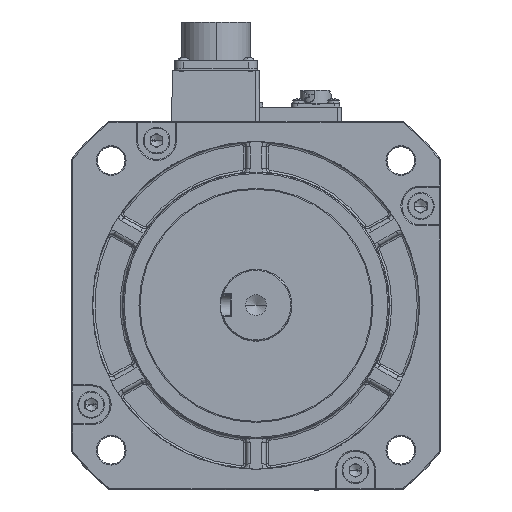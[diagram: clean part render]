
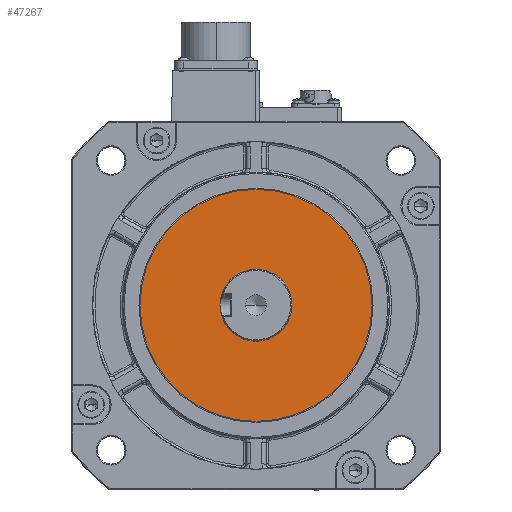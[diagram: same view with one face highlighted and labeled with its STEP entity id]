
A CAD part, top view. The second image highlights one B-rep face of the part: STEP entity #47267.
In plain terms, the highlighted planar face has unit normal (0, 0, 1).
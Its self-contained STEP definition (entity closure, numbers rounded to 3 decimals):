
#190 = DIRECTION ( 'NONE',  ( -1., 0., 0. ) ) ;
#2083 = DIRECTION ( 'NONE',  ( 1., 0., 0. ) ) ;
#2805 = AXIS2_PLACEMENT_3D ( 'NONE', #71494, #59655, #43389 ) ;
#5308 = EDGE_CURVE ( 'NONE', #26725, #7903, #51363, .T. ) ;
#5988 = VERTEX_POINT ( 'NONE', #46267 ) ;
#6008 = AXIS2_PLACEMENT_3D ( 'NONE', #55621, #27190, #190 ) ;
#7233 = DIRECTION ( 'NONE',  ( 0., 0., 1. ) ) ;
#7903 = VERTEX_POINT ( 'NONE', #52146 ) ;
#8171 = AXIS2_PLACEMENT_3D ( 'NONE', #52988, #25750, #64617 ) ;
#11255 = EDGE_CURVE ( 'NONE', #22814, #5988, #69660, .T. ) ;
#11261 = CARTESIAN_POINT ( 'NONE',  ( 56.65, 0., 55.7 ) ) ;
#12411 = CIRCLE ( 'NONE', #2805, 56.65 ) ;
#13089 = PLANE ( 'NONE',  #24925 ) ;
#17719 = ORIENTED_EDGE ( 'NONE', *, *, #5308, .T. ) ;
#19538 = ORIENTED_EDGE ( 'NONE', *, *, #22644, .F. ) ;
#22644 = EDGE_CURVE ( 'NONE', #5988, #22814, #26946, .T. ) ;
#22814 = VERTEX_POINT ( 'NONE', #51017 ) ;
#24925 = AXIS2_PLACEMENT_3D ( 'NONE', #68627, #7233, #2083 ) ;
#25750 = DIRECTION ( 'NONE',  ( 0., 0., 1. ) ) ;
#26725 = VERTEX_POINT ( 'NONE', #11261 ) ;
#26946 = CIRCLE ( 'NONE', #6008, 17.471 ) ;
#27190 = DIRECTION ( 'NONE',  ( 0., 0., 1. ) ) ;
#35316 = EDGE_LOOP ( 'NONE', ( #44716, #17719 ) ) ;
#36912 = AXIS2_PLACEMENT_3D ( 'NONE', #51426, #56745, #68840 ) ;
#41090 = EDGE_CURVE ( 'NONE', #7903, #26725, #12411, .T. ) ;
#43389 = DIRECTION ( 'NONE',  ( 1., 0., 0. ) ) ;
#44716 = ORIENTED_EDGE ( 'NONE', *, *, #41090, .T. ) ;
#45079 = ORIENTED_EDGE ( 'NONE', *, *, #11255, .F. ) ;
#46267 = CARTESIAN_POINT ( 'NONE',  ( -17.471, 0., 55.7 ) ) ;
#47267 = ADVANCED_FACE ( 'NONE', ( #68114, #53379 ), #13089, .T. ) ;
#51017 = CARTESIAN_POINT ( 'NONE',  ( 17.471, 0., 55.7 ) ) ;
#51363 = CIRCLE ( 'NONE', #8171, 56.65 ) ;
#51426 = CARTESIAN_POINT ( 'NONE',  ( 0., 0., 55.7 ) ) ;
#52146 = CARTESIAN_POINT ( 'NONE',  ( -56.65, 0., 55.7 ) ) ;
#52988 = CARTESIAN_POINT ( 'NONE',  ( 0., 0., 55.7 ) ) ;
#53379 = FACE_OUTER_BOUND ( 'NONE', #35316, .T. ) ;
#55621 = CARTESIAN_POINT ( 'NONE',  ( 0., 0., 55.7 ) ) ;
#56745 = DIRECTION ( 'NONE',  ( 0., 0., 1. ) ) ;
#57502 = EDGE_LOOP ( 'NONE', ( #45079, #19538 ) ) ;
#59655 = DIRECTION ( 'NONE',  ( 0., 0., 1. ) ) ;
#64617 = DIRECTION ( 'NONE',  ( 1., 0., 0. ) ) ;
#68114 = FACE_BOUND ( 'NONE', #57502, .T. ) ;
#68627 = CARTESIAN_POINT ( 'NONE',  ( 52.5, 0., 55.7 ) ) ;
#68840 = DIRECTION ( 'NONE',  ( -1., 0., 0. ) ) ;
#69660 = CIRCLE ( 'NONE', #36912, 17.471 ) ;
#71494 = CARTESIAN_POINT ( 'NONE',  ( 0., 0., 55.7 ) ) ;
